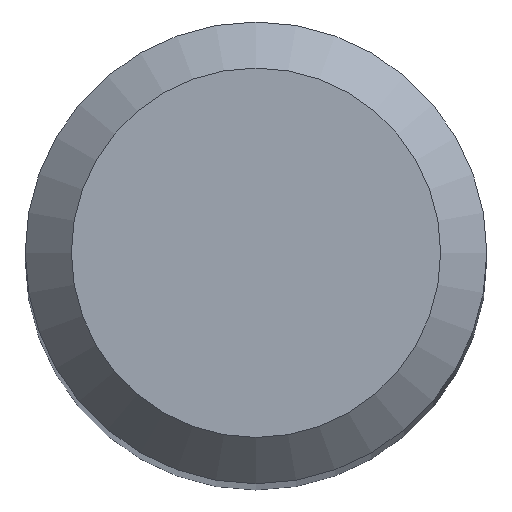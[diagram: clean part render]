
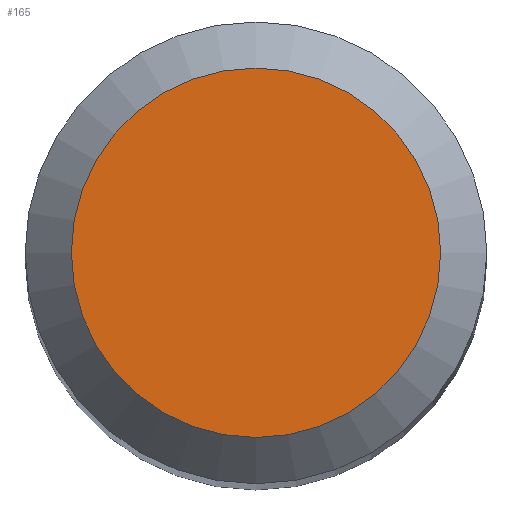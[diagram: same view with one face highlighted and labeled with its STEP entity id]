
A CAD part, top view. The second image highlights one B-rep face of the part: STEP entity #165.
In plain terms, the highlighted planar face has unit normal (0, 0, 1).
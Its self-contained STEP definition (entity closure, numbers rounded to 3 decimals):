
#40 = DIRECTION ( 'NONE',  ( 0., 0., -1. ) ) ;
#41 = FACE_OUTER_BOUND ( 'NONE', #190, .T. ) ;
#43 = VERTEX_POINT ( 'NONE', #153 ) ;
#47 = AXIS2_PLACEMENT_3D ( 'NONE', #118, #152, #182 ) ;
#66 = EDGE_CURVE ( 'NONE', #43, #43, #94, .T. ) ;
#69 = AXIS2_PLACEMENT_3D ( 'NONE', #100, #40, #95 ) ;
#94 = CIRCLE ( 'NONE', #69, 1.2 ) ;
#95 = DIRECTION ( 'NONE',  ( 0., 1., 0. ) ) ;
#100 = CARTESIAN_POINT ( 'NONE',  ( 0., 0., 38. ) ) ;
#114 = PLANE ( 'NONE',  #47 ) ;
#118 = CARTESIAN_POINT ( 'NONE',  ( 0., 0., 38. ) ) ;
#149 = ORIENTED_EDGE ( 'NONE', *, *, #66, .F. ) ;
#152 = DIRECTION ( 'NONE',  ( 0., 0., -1. ) ) ;
#153 = CARTESIAN_POINT ( 'NONE',  ( 0., 1.2, 38. ) ) ;
#165 = ADVANCED_FACE ( 'NONE', ( #41 ), #114, .F. ) ;
#182 = DIRECTION ( 'NONE',  ( 0., 1., 0. ) ) ;
#190 = EDGE_LOOP ( 'NONE', ( #149 ) ) ;
